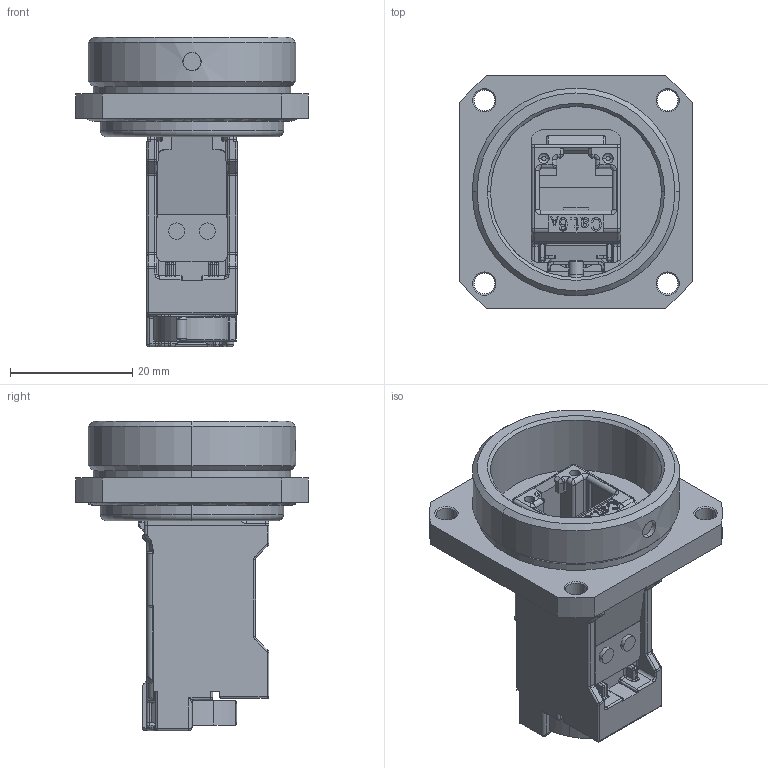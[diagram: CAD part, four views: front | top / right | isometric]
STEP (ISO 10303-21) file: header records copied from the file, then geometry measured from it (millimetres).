
FILE_DESCRIPTION (( 'STEP AP214' ), '1' );
FILE_NAME ('J60020A0000H50.STEP', '2016-11-16T08:51:10', ( '' ), ( '' ), 'SwSTEP 2.0', 'SolidWorks 2015', '' );
FILE_SCHEMA (( 'AUTOMOTIVE_DESIGN' ));
Length unit declared in the file: millimetre
Products named in the file (7): j00029A2000H50; H66000L0000; B07015A0010_aufgeweitet auf D=30; F60071L0000; B04001A0419; B04006L0412; J60020A0000H50
Assembly tree (6 placements, depth 4):
  J60020A0000H50
    H66000L0000
      F60071L0000
        B04006L0412
        B04001A0419
      B07015A0010_aufgeweitet auf D=30
    j00029A2000H50
Bounding box: 38 x 38 x 50.7 mm (x, y, z)
Volume: 16218.3 mm3; surface area: 12096 mm2
Topology: 4 solids, 5 shells, 1291 faces, 3322 edges, 2012 vertices
Faces by surface type: plane 520, cylinder 441, torus 149, bspline 101, cone 46, sphere 34
Entity records: 55912 total; most frequent: CARTESIAN_POINT 12281, ORIENTED_EDGE 6546, DIRECTION 6306, EDGE_CURVE 3273, AXIS2_PLACEMENT_3D 2207, VERTEX_POINT 2012, LINE 1892, VECTOR 1892
